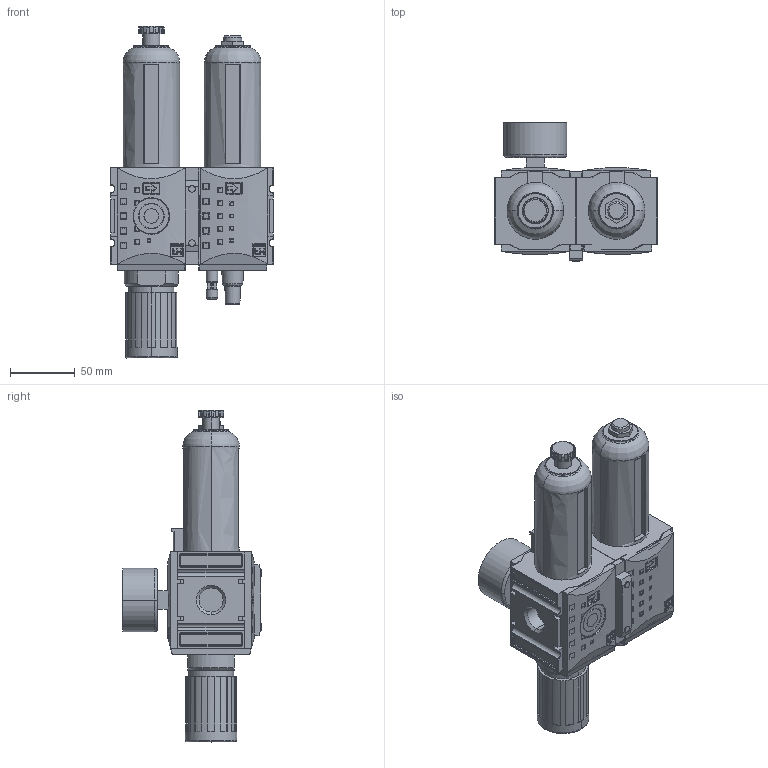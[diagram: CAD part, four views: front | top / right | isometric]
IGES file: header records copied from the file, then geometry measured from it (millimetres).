
Start section: SolidWorks IGES file using analytic representation for surfaces
Global section: file name: KS2U-212.IGS; native system: SolidWorks 2013; preprocessor: SolidWorks 2013; author: technolog; date: 140113.094304; units: millimetre
Bounding box: 126 x 107.5 x 257.2 mm (x, y, z)
Surface area: 149948.3 mm2 (no closed solid volume)
Topology: 0 solids, 9 shells, 2640 faces, 15407 edges, 18995 vertices
Faces by surface type: plane 1262, revolution 1058, bspline 320
